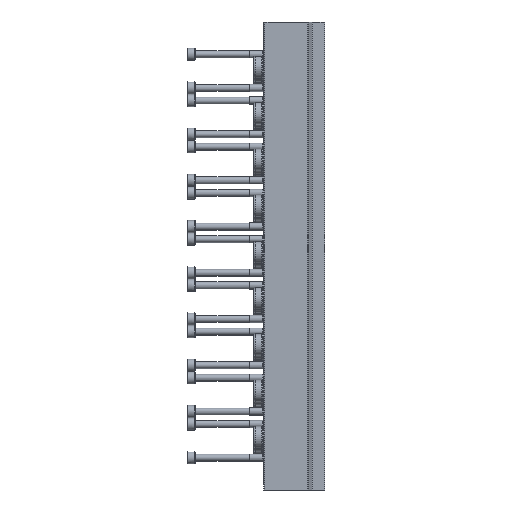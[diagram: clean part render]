
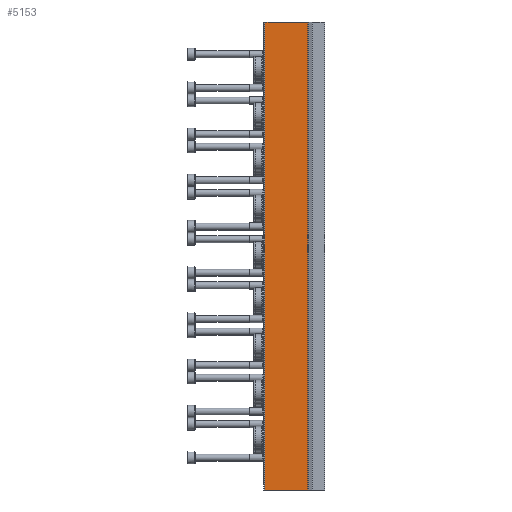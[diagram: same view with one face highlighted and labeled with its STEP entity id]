
A CAD part, left-side view. The second image highlights one B-rep face of the part: STEP entity #5153.
In plain terms, the highlighted planar face has unit normal (-1, 0, 0).
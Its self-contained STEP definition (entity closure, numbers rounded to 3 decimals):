
#260=PLANE('',#5550);
#792=ORIENTED_EDGE('',*,*,#2106,.F.);
#793=ORIENTED_EDGE('',*,*,#2105,.F.);
#794=ORIENTED_EDGE('',*,*,#2107,.T.);
#795=ORIENTED_EDGE('',*,*,#2108,.T.);
#2105=EDGE_CURVE('',#2762,#2760,#3246,.T.);
#2106=EDGE_CURVE('',#2760,#2763,#3247,.T.);
#2107=EDGE_CURVE('',#2762,#2764,#3248,.T.);
#2108=EDGE_CURVE('',#2764,#2763,#3249,.T.);
#2760=VERTEX_POINT('',#8470);
#2762=VERTEX_POINT('',#8474);
#2763=VERTEX_POINT('',#8478);
#2764=VERTEX_POINT('',#8480);
#3246=LINE('',#8475,#3547);
#3247=LINE('',#8477,#3548);
#3248=LINE('',#8479,#3549);
#3249=LINE('',#8481,#3550);
#3547=VECTOR('',#6261,1000.);
#3548=VECTOR('',#6264,1000.);
#3549=VECTOR('',#6265,1000.);
#3550=VECTOR('',#6266,1000.);
#3872=EDGE_LOOP('',(#792,#793,#794,#795));
#4457=FACE_BOUND('',#3872,.T.);
#5153=ADVANCED_FACE('',(#4457),#260,.T.);
#5550=AXIS2_PLACEMENT_3D('',#8476,#6262,#6263);
#6261=DIRECTION('',(0.,0.,1.));
#6262=DIRECTION('',(-1.,0.,0.));
#6263=DIRECTION('',(0.,0.,1.));
#6264=DIRECTION('',(0.,-1.,0.));
#6265=DIRECTION('',(0.,-1.,0.));
#6266=DIRECTION('',(0.,0.,1.));
#8470=CARTESIAN_POINT('',(-47.,41.5,0.));
#8474=CARTESIAN_POINT('',(-47.,41.5,-324.));
#8475=CARTESIAN_POINT('',(-47.,41.5,-324.));
#8476=CARTESIAN_POINT('',(-47.,41.5,-324.));
#8477=CARTESIAN_POINT('',(-47.,41.5,0.));
#8478=CARTESIAN_POINT('',(-47.,11.858,0.));
#8479=CARTESIAN_POINT('',(-47.,41.5,-324.));
#8480=CARTESIAN_POINT('',(-47.,11.858,-324.));
#8481=CARTESIAN_POINT('',(-47.,11.858,-324.));
